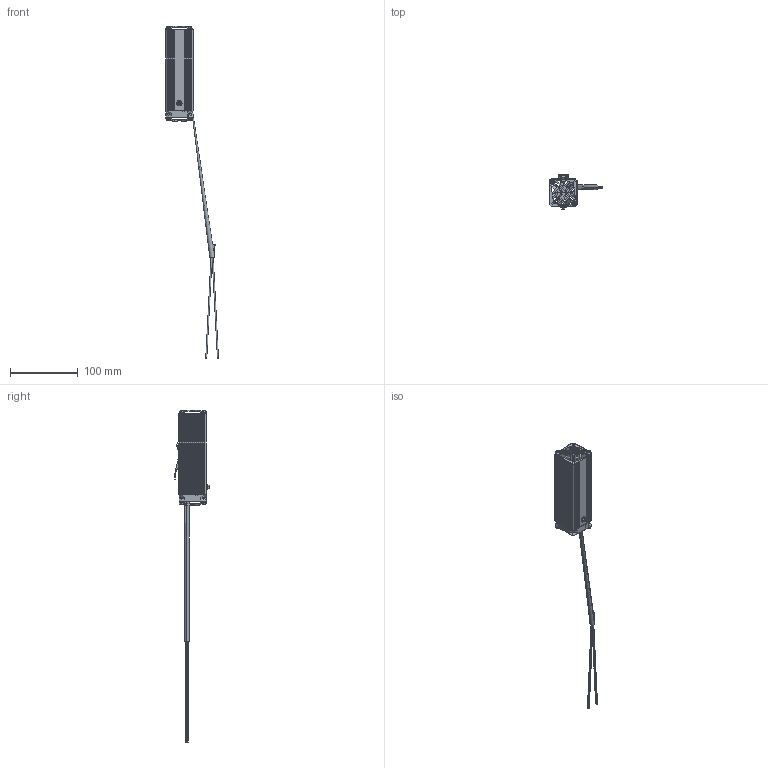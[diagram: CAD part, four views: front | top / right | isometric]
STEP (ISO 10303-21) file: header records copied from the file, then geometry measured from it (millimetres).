
FILE_DESCRIPTION(/* description */ (''),/* implementation_level */ '2;1');
FILE_NAME(/* name */ 'FMHT230',/* time_stamp */ '2014-05-30T16:23:54+02:00',/* author */ (''),/* organization */ (''),/* preprocessor_version */ 'ST-DEVELOPER v10',/* originating_system */ '',/* authorisation */ '');
FILE_SCHEMA (('CONFIG_CONTROL_DESIGN'));
Length unit declared in the file: millimetre
Products named in the file (1): 1
Bounding box: 78.41 x 50.78 x 491.88 mm (x, y, z)
Volume: 108146.1 mm3; surface area: 113932.6 mm2
Topology: 82 solids, 82 shells, 819 faces, 1980 edges, 1308 vertices
Faces by surface type: bspline 604, plane 215
Entity records: 30681 total; most frequent: CARTESIAN_POINT 19297, ORIENTED_EDGE 3958, EDGE_CURVE 1979, VERTEX_POINT 1307, EDGE_LOOP 842, ADVANCED_FACE 819, FACE_OUTER_BOUND 819, B_SPLINE_CURVE_WITH_KNOTS 721
